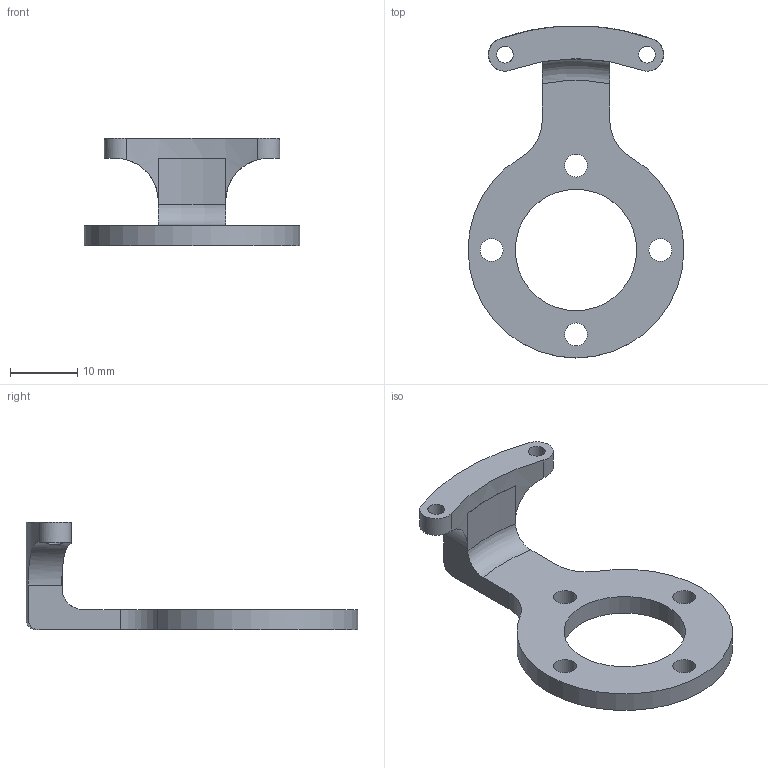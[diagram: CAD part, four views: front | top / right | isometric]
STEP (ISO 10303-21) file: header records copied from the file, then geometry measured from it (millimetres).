
FILE_DESCRIPTION(/* description */ (''),/* implementation_level */ '2;1');
FILE_NAME(/* name */ 'SensorMount.stp',/* time_stamp */ '2019-01-09T20:19:51-08:00',/* author */ ('stran'),/* organization */ (''),/* preprocessor_version */ 'ST-DEVELOPER v17',/* originating_system */ 'Autodesk Inventor 2019',/* authorisation */ '');
FILE_SCHEMA (('AUTOMOTIVE_DESIGN { 1 0 10303 214 3 1 1 }'));
Length unit declared in the file: inch
Products named in the file (1): SensorMount
Bounding box: 32 x 49.21 x 16 mm (x, y, z)
Volume: 3018.4 mm3; surface area: 2731.3 mm2
Topology: 1 solids, 1 shells, 27 faces, 87 edges, 60 vertices
Faces by surface type: cylinder 17, plane 8, torus 2
Full cylindrical faces by diameter (mm): 2.5 x2, 3.404 x4, 18 x1
Entity records: 1166 total; most frequent: CARTESIAN_POINT 308, ORIENTED_EDGE 174, DIRECTION 171, EDGE_CURVE 87, AXIS2_PLACEMENT_3D 69, VERTEX_POINT 60, CIRCLE 41, EDGE_LOOP 39
